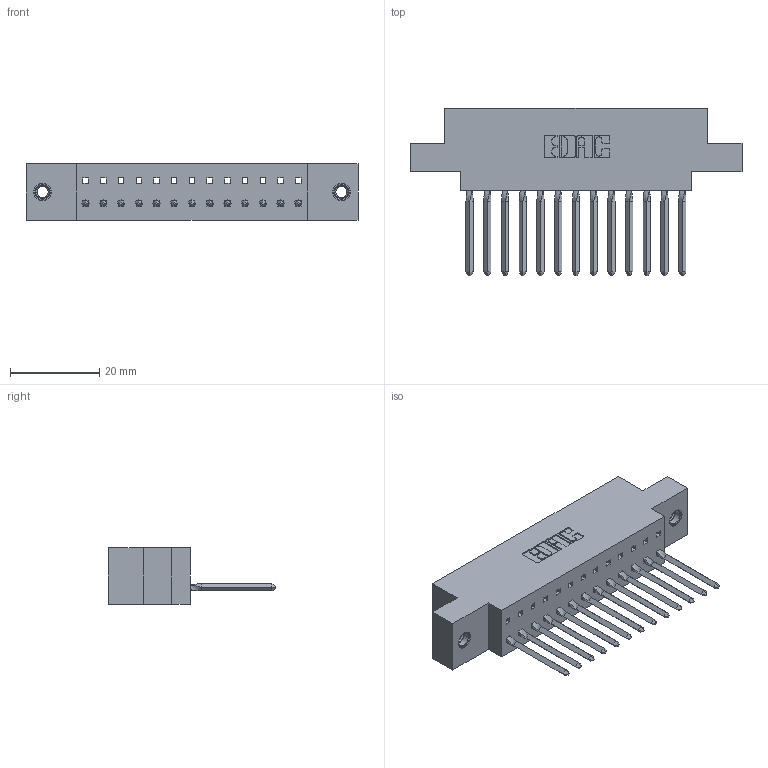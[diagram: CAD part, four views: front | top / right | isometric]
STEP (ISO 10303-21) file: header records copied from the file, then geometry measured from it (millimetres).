
FILE_DESCRIPTION (( 'STEP AP203' ), '1' );
FILE_NAME ('317-013-542-607.STEP', '2020-02-27T14:21:46', ( '' ), ( '' ), 'SwSTEP 2.0', 'SolidWorks 2016', '' );
FILE_SCHEMA (( 'CONFIG_CONTROL_DESIGN' ));
Length unit declared in the file: inch
Products named in the file (4): 317 Part_.156 Dia - TI; 345-250-001_345-250-005-103; 317-290-003_542; 317-013-542-607
Assembly tree (16 placements, depth 2):
  317-013-542-607
    317 Part_.156 Dia - TI
    317-290-003_542  x13
    345-250-001_345-250-005-103  x2
Bounding box: 74.22 x 37.34 x 12.7 mm (x, y, z)
Volume: 10680.2 mm3; surface area: 12414.6 mm2
Topology: 16 solids, 16 shells, 1137 faces, 3232 edges, 2086 vertices
Faces by surface type: plane 922, cylinder 147, bspline 52, cone 12, torus 4
Entity records: 22624 total; most frequent: CARTESIAN_POINT 4223, ORIENTED_EDGE 3892, DIRECTION 3338, EDGE_CURVE 1946, LINE 1756, VECTOR 1756, VERTEX_POINT 1288, AXIS2_PLACEMENT_3D 791
